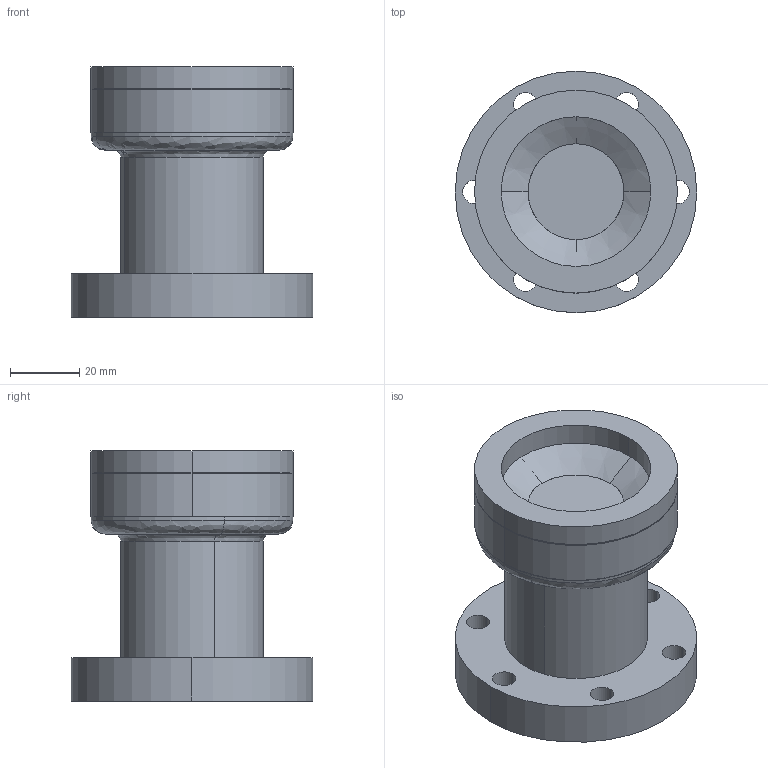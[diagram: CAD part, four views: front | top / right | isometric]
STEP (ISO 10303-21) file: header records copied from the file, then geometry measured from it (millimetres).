
FILE_DESCRIPTION (( 'STEP AP214' ), '1' );
FILE_NAME ('461-PBD-C40-LP.STEP', '2015-03-09T13:44:14', ( 'allectra' ), ( 'Microsoft' ), 'SwSTEP 2.0', 'SolidWorks 2014', '' );
FILE_SCHEMA (( 'AUTOMOTIVE_DESIGN' ));
Length unit declared in the file: millimetre
Products named in the file (4): x_f_pres_burst_disk_02; 461-PBD-C40-LP; AL-600; 411-CF40-41
Assembly tree (3 placements, depth 2):
  461-PBD-C40-LP
    x_f_pres_burst_disk_02
    411-CF40-41
    AL-600
Bounding box: 69.9 x 69.9 x 72.35 mm (x, y, z)
Volume: 64842.4 mm3; surface area: 39178.2 mm2
Topology: 3 solids, 3 shells, 67 faces, 150 edges, 98 vertices
Faces by surface type: cylinder 38, plane 15, cone 10, bspline 4
Entity records: 3087 total; most frequent: CARTESIAN_POINT 597, DIRECTION 382, ORIENTED_EDGE 300, AXIS2_PLACEMENT_3D 167, EDGE_CURVE 150, VERTEX_POINT 98, CIRCLE 98, EDGE_LOOP 92
